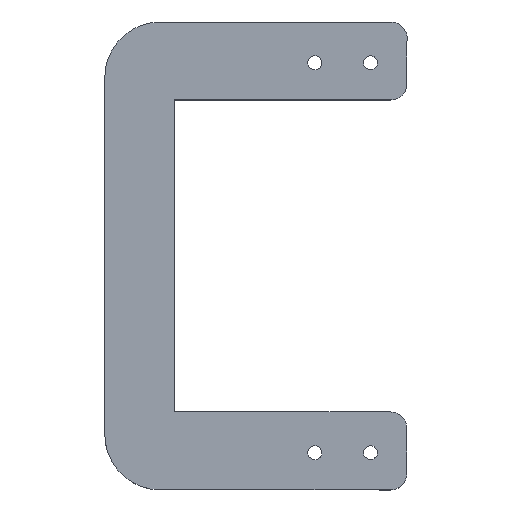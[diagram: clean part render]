
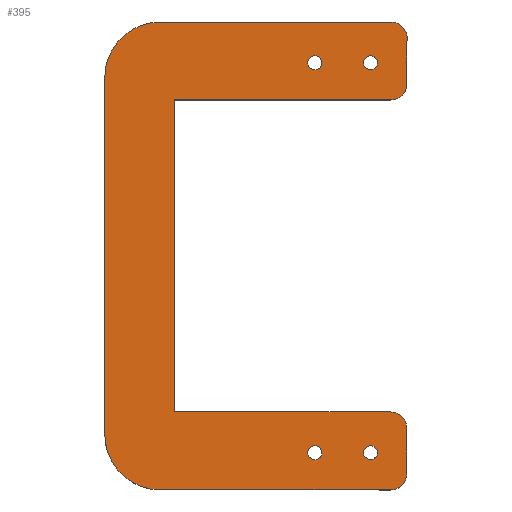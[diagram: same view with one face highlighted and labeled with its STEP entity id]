
A CAD part, top view. The second image highlights one B-rep face of the part: STEP entity #395.
In plain terms, the highlighted planar face has unit normal (0, 0, 1).
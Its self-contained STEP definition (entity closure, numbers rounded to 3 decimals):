
#15=FACE_BOUND('',#72,.T.);
#16=FACE_BOUND('',#73,.T.);
#17=FACE_BOUND('',#74,.T.);
#18=FACE_BOUND('',#75,.T.);
#31=PLANE('',#449);
#51=FACE_OUTER_BOUND('',#71,.T.);
#71=EDGE_LOOP('',(#331,#332,#333,#334,#335,#336,#337,#338,#339,#340,#341,
#342,#343,#344));
#72=EDGE_LOOP('',(#345));
#73=EDGE_LOOP('',(#346));
#74=EDGE_LOOP('',(#347));
#75=EDGE_LOOP('',(#348));
#88=LINE('',#605,#122);
#92=LINE('',#617,#126);
#96=LINE('',#629,#130);
#100=LINE('',#641,#134);
#103=LINE('',#647,#137);
#106=LINE('',#653,#140);
#110=LINE('',#665,#144);
#114=LINE('',#675,#148);
#122=VECTOR('',#492,10.);
#126=VECTOR('',#504,10.);
#130=VECTOR('',#516,10.);
#134=VECTOR('',#528,10.);
#137=VECTOR('',#533,10.);
#140=VECTOR('',#538,10.);
#144=VECTOR('',#550,10.);
#148=VECTOR('',#562,10.);
#149=CIRCLE('',#412,0.5);
#151=CIRCLE('',#415,0.5);
#153=CIRCLE('',#418,0.5);
#155=CIRCLE('',#421,0.5);
#158=CIRCLE('',#425,4.);
#160=CIRCLE('',#429,4.);
#162=CIRCLE('',#433,1.2);
#164=CIRCLE('',#437,1.2);
#166=CIRCLE('',#443,1.2);
#168=CIRCLE('',#447,1.2);
#169=VERTEX_POINT('',#569);
#171=VERTEX_POINT('',#575);
#173=VERTEX_POINT('',#581);
#175=VERTEX_POINT('',#587);
#179=VERTEX_POINT('',#596);
#180=VERTEX_POINT('',#598);
#182=VERTEX_POINT('',#604);
#184=VERTEX_POINT('',#610);
#186=VERTEX_POINT('',#616);
#188=VERTEX_POINT('',#622);
#190=VERTEX_POINT('',#628);
#192=VERTEX_POINT('',#634);
#194=VERTEX_POINT('',#640);
#196=VERTEX_POINT('',#646);
#198=VERTEX_POINT('',#652);
#200=VERTEX_POINT('',#658);
#202=VERTEX_POINT('',#664);
#204=VERTEX_POINT('',#670);
#205=EDGE_CURVE('',#169,#169,#149,.T.);
#208=EDGE_CURVE('',#171,#171,#151,.T.);
#211=EDGE_CURVE('',#173,#173,#153,.T.);
#214=EDGE_CURVE('',#175,#175,#155,.T.);
#219=EDGE_CURVE('',#180,#179,#158,.T.);
#222=EDGE_CURVE('',#182,#180,#88,.T.);
#225=EDGE_CURVE('',#184,#182,#160,.T.);
#228=EDGE_CURVE('',#186,#184,#92,.T.);
#231=EDGE_CURVE('',#188,#186,#162,.T.);
#234=EDGE_CURVE('',#190,#188,#96,.T.);
#237=EDGE_CURVE('',#192,#190,#164,.T.);
#240=EDGE_CURVE('',#194,#192,#100,.T.);
#243=EDGE_CURVE('',#196,#194,#103,.T.);
#246=EDGE_CURVE('',#198,#196,#106,.T.);
#249=EDGE_CURVE('',#200,#198,#166,.T.);
#252=EDGE_CURVE('',#202,#200,#110,.T.);
#255=EDGE_CURVE('',#204,#202,#168,.T.);
#258=EDGE_CURVE('',#179,#204,#114,.T.);
#331=ORIENTED_EDGE('',*,*,#258,.T.);
#332=ORIENTED_EDGE('',*,*,#255,.T.);
#333=ORIENTED_EDGE('',*,*,#252,.T.);
#334=ORIENTED_EDGE('',*,*,#249,.T.);
#335=ORIENTED_EDGE('',*,*,#246,.T.);
#336=ORIENTED_EDGE('',*,*,#243,.T.);
#337=ORIENTED_EDGE('',*,*,#240,.T.);
#338=ORIENTED_EDGE('',*,*,#237,.T.);
#339=ORIENTED_EDGE('',*,*,#234,.T.);
#340=ORIENTED_EDGE('',*,*,#231,.T.);
#341=ORIENTED_EDGE('',*,*,#228,.T.);
#342=ORIENTED_EDGE('',*,*,#225,.T.);
#343=ORIENTED_EDGE('',*,*,#222,.T.);
#344=ORIENTED_EDGE('',*,*,#219,.T.);
#345=ORIENTED_EDGE('',*,*,#214,.T.);
#346=ORIENTED_EDGE('',*,*,#211,.T.);
#347=ORIENTED_EDGE('',*,*,#208,.T.);
#348=ORIENTED_EDGE('',*,*,#205,.T.);
#395=ADVANCED_FACE('',(#51,#15,#16,#17,#18),#31,.T.);
#412=AXIS2_PLACEMENT_3D('',#570,#455,#456);
#415=AXIS2_PLACEMENT_3D('',#576,#462,#463);
#418=AXIS2_PLACEMENT_3D('',#582,#469,#470);
#421=AXIS2_PLACEMENT_3D('',#588,#476,#477);
#425=AXIS2_PLACEMENT_3D('',#599,#486,#487);
#429=AXIS2_PLACEMENT_3D('',#611,#498,#499);
#433=AXIS2_PLACEMENT_3D('',#623,#510,#511);
#437=AXIS2_PLACEMENT_3D('',#635,#522,#523);
#443=AXIS2_PLACEMENT_3D('',#659,#544,#545);
#447=AXIS2_PLACEMENT_3D('',#671,#556,#557);
#449=AXIS2_PLACEMENT_3D('',#676,#563,#564);
#455=DIRECTION('center_axis',(0.,0.,-1.));
#456=DIRECTION('ref_axis',(1.,0.,0.));
#462=DIRECTION('center_axis',(0.,0.,-1.));
#463=DIRECTION('ref_axis',(1.,0.,0.));
#469=DIRECTION('center_axis',(0.,0.,-1.));
#470=DIRECTION('ref_axis',(1.,0.,0.));
#476=DIRECTION('center_axis',(0.,0.,-1.));
#477=DIRECTION('ref_axis',(1.,0.,0.));
#486=DIRECTION('center_axis',(0.,0.,1.));
#487=DIRECTION('ref_axis',(-1.,0.,0.));
#492=DIRECTION('',(0.,-1.,0.));
#498=DIRECTION('center_axis',(0.,0.,1.));
#499=DIRECTION('ref_axis',(0.,1.,0.));
#504=DIRECTION('',(-1.,0.,0.));
#510=DIRECTION('center_axis',(0.,0.,1.));
#511=DIRECTION('ref_axis',(0.981,-0.194,0.));
#516=DIRECTION('',(0.,1.,0.));
#522=DIRECTION('center_axis',(0.,0.,1.));
#523=DIRECTION('ref_axis',(0.,-1.,0.));
#528=DIRECTION('',(1.,0.,0.));
#533=DIRECTION('',(0.,1.,0.));
#538=DIRECTION('',(-1.,0.,0.));
#544=DIRECTION('center_axis',(0.,0.,1.));
#545=DIRECTION('ref_axis',(0.999,0.041,0.));
#550=DIRECTION('',(0.,1.,0.));
#556=DIRECTION('center_axis',(0.,0.,1.));
#557=DIRECTION('ref_axis',(0.,-1.,0.));
#562=DIRECTION('',(1.,0.,0.));
#563=DIRECTION('center_axis',(0.,0.,1.));
#564=DIRECTION('ref_axis',(1.,0.,0.));
#569=CARTESIAN_POINT('',(-117.937,21.456,4.));
#570=CARTESIAN_POINT('Origin',(-117.437,21.456,4.));
#575=CARTESIAN_POINT('',(-121.937,21.456,4.));
#576=CARTESIAN_POINT('Origin',(-121.437,21.456,4.));
#581=CARTESIAN_POINT('',(-121.937,-6.544,4.));
#582=CARTESIAN_POINT('Origin',(-121.437,-6.544,4.));
#587=CARTESIAN_POINT('',(-117.937,-6.544,4.));
#588=CARTESIAN_POINT('Origin',(-117.437,-6.544,4.));
#596=CARTESIAN_POINT('',(-132.521,-9.219,4.));
#598=CARTESIAN_POINT('',(-136.521,-5.219,4.));
#599=CARTESIAN_POINT('Origin',(-132.521,-5.219,4.));
#604=CARTESIAN_POINT('',(-136.521,20.381,4.));
#605=CARTESIAN_POINT('',(-136.521,20.381,4.));
#610=CARTESIAN_POINT('',(-132.521,24.381,4.));
#611=CARTESIAN_POINT('Origin',(-132.521,20.381,4.));
#616=CARTESIAN_POINT('',(-115.998,24.381,4.));
#617=CARTESIAN_POINT('',(-115.998,24.381,4.));
#622=CARTESIAN_POINT('',(-114.821,22.948,4.));
#623=CARTESIAN_POINT('Origin',(-115.998,23.181,4.));
#628=CARTESIAN_POINT('',(-114.821,19.779,4.));
#629=CARTESIAN_POINT('',(-114.821,19.779,4.));
#634=CARTESIAN_POINT('',(-116.004,18.781,4.));
#635=CARTESIAN_POINT('Origin',(-116.004,19.981,4.));
#640=CARTESIAN_POINT('',(-131.521,18.781,4.));
#641=CARTESIAN_POINT('',(-131.521,18.781,4.));
#646=CARTESIAN_POINT('',(-131.521,-3.619,4.));
#647=CARTESIAN_POINT('',(-131.521,-3.619,4.));
#652=CARTESIAN_POINT('',(-116.02,-3.619,4.));
#653=CARTESIAN_POINT('',(-116.02,-3.619,4.));
#658=CARTESIAN_POINT('',(-114.821,-4.769,4.));
#659=CARTESIAN_POINT('Origin',(-116.02,-4.819,4.));
#664=CARTESIAN_POINT('',(-114.821,-7.937,4.));
#665=CARTESIAN_POINT('',(-114.821,-7.937,4.));
#670=CARTESIAN_POINT('',(-116.018,-9.219,4.));
#671=CARTESIAN_POINT('Origin',(-116.018,-8.019,4.));
#675=CARTESIAN_POINT('',(-132.521,-9.219,4.));
#676=CARTESIAN_POINT('Origin',(-1.651,-68.692,4.));
